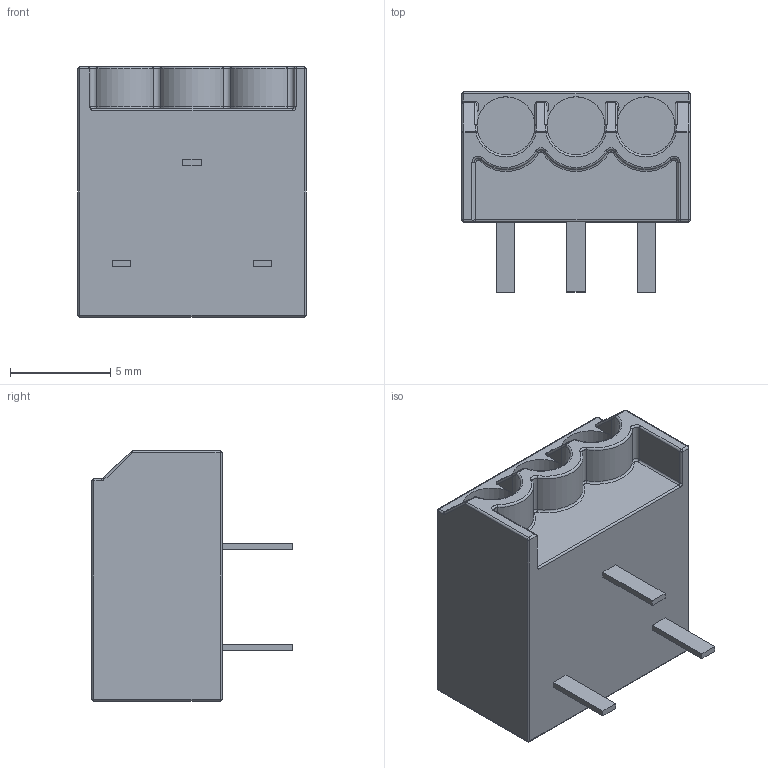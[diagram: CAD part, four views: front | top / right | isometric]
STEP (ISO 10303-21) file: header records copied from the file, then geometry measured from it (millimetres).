
FILE_DESCRIPTION((''),'2;1');
FILE_NAME('C-1-2834019-3','2017-02-24T',('workeradm'),('Tyco Electronics Ltd.'),'CREO PARAMETRIC BY PTC INC, 2016050','CREO PARAMETRIC BY PTC INC, 2016050','');
FILE_SCHEMA(('AUTOMOTIVE_DESIGN { 1 0 10303 214 1 1 1 1 }'));
Length unit declared in the file: millimetre
Products named in the file (1): C-1-2834019-3
Bounding box: 11.4 x 10 x 12.5 mm (x, y, z)
Volume: 803.9 mm3; surface area: 674 mm2
Topology: 1 solids, 1 shells, 180 faces, 408 edges, 239 vertices
Faces by surface type: plane 68, cylinder 56, torus 21, sphere 17, bspline 12, cone 6
Entity records: 5548 total; most frequent: CARTESIAN_POINT 1481, DIRECTION 873, ORIENTED_EDGE 816, EDGE_CURVE 408, AXIS2_PLACEMENT_3D 326, VERTEX_POINT 239, VECTOR 221, LINE 221
